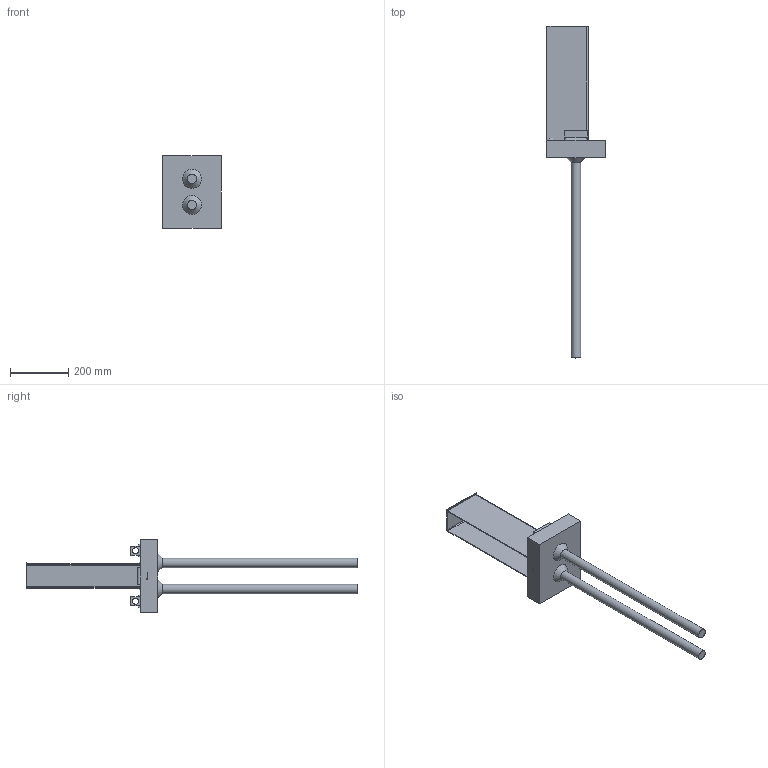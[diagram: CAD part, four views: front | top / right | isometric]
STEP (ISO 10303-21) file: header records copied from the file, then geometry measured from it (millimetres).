
FILE_DESCRIPTION(/* description */ (''),/* implementation_level */ '2;1');
FILE_NAME(/* name */ 'SF 1100 Column unit.stp',/* time_stamp */ '2021-11-15T07:57:24+01:00',/* author */ ('Bruker'),/* organization */ (''),/* preprocessor_version */ 'ST-DEVELOPER v18.1',/* originating_system */ 'Autodesk Inventor 2021',/* authorisation */ '');
FILE_SCHEMA (('AUTOMOTIVE_DESIGN { 1 0 10303 214 3 1 1 }'));
Length unit declared in the file: millimetre
Products named in the file (7): SF 1100 Column unit; SF 1100 Column unit_1; SF 1100-1 U-channel; SF 1100-2 steel plate; SF 1100-3 threaded insert; SF 1100-4 Reinforcement bar; SF 1100-5 Round bar
Assembly tree (8 placements, depth 2):
  SF 1100 Column unit
    SF 1100 Column unit_1
    SF 1100-1 U-channel
    SF 1100-2 steel plate
    SF 1100-3 threaded insert  x2
    SF 1100-4 Reinforcement bar  x2
    SF 1100-5 Round bar
Bounding box: 200 x 1143 x 250 mm (x, y, z)
Volume: 4734604.1 mm3; surface area: 671249.1 mm2
Topology: 19 solids, 19 shells, 269 faces, 639 edges, 415 vertices
Faces by surface type: plane 181, bspline 68, cylinder 16, cone 4
Full cylindrical faces by diameter (mm): 0.1 x2, 8 x1, 20.8 x2, 32 x4
Entity records: 8295 total; most frequent: CARTESIAN_POINT 2447, ORIENTED_EDGE 1238, DIRECTION 925, EDGE_CURVE 619, LINE 449, VECTOR 449, VERTEX_POINT 403, EDGE_LOOP 274
